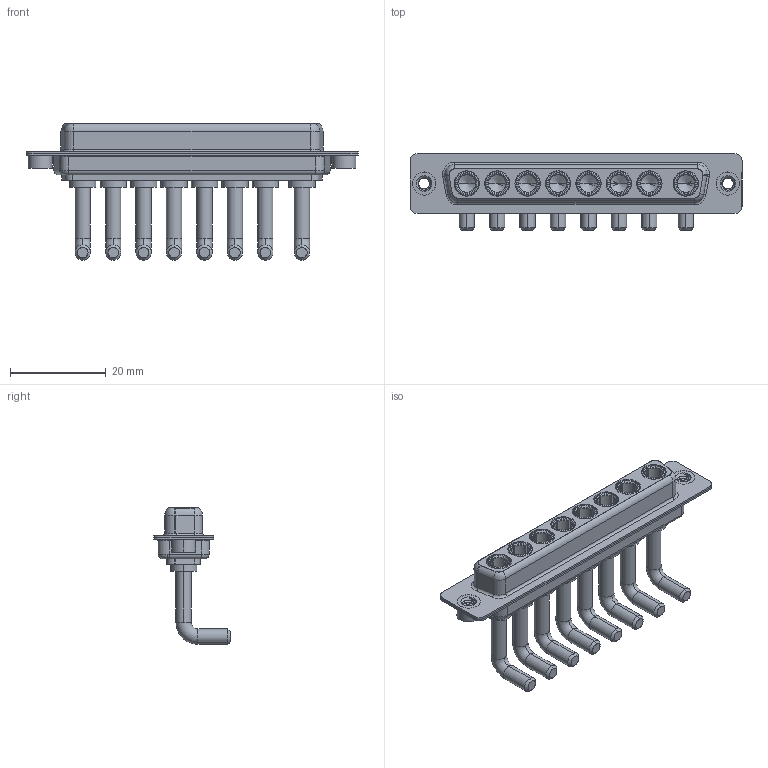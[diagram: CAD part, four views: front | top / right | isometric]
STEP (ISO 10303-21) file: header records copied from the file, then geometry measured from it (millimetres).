
FILE_DESCRIPTION (( 'STEP AP203' ), '1' );
FILE_NAME ('630-8W8-650-3N2.STEP', '2022-06-03T09:28:50', ( '' ), ( '' ), 'SwSTEP 2.0', 'SolidWorks 2020', '' );
FILE_SCHEMA (( 'CONFIG_CONTROL_DESIGN' ));
Length unit declared in the file: millimetre
Products named in the file (6): 630Combo Threaded Rivet_2; 630Combo Shell Front_37 Contacts; 630Combo Housing_8W8; Power Socket_Ext 30A RA; 630-8W8-650-3N2; 630Combo Shell Rear_37 Contacts
Assembly tree (13 placements, depth 2):
  630-8W8-650-3N2
    630Combo Housing_8W8
    630Combo Shell Front_37 Contacts
    630Combo Shell Rear_37 Contacts
    630Combo Threaded Rivet_2  x2
    Power Socket_Ext 30A RA  x8
Bounding box: 69.4 x 16 x 28.53 mm (x, y, z)
Volume: 6361.2 mm3; surface area: 13114.1 mm2
Topology: 21 solids, 21 shells, 903 faces, 2333 edges, 1491 vertices
Faces by surface type: cylinder 337, plane 299, cone 148, torus 105, bspline 14
Entity records: 13290 total; most frequent: CARTESIAN_POINT 3711, DIRECTION 1943, ORIENTED_EDGE 1780, EDGE_CURVE 890, AXIS2_PLACEMENT_3D 795, VERTEX_POINT 564, CIRCLE 424, EDGE_LOOP 410
